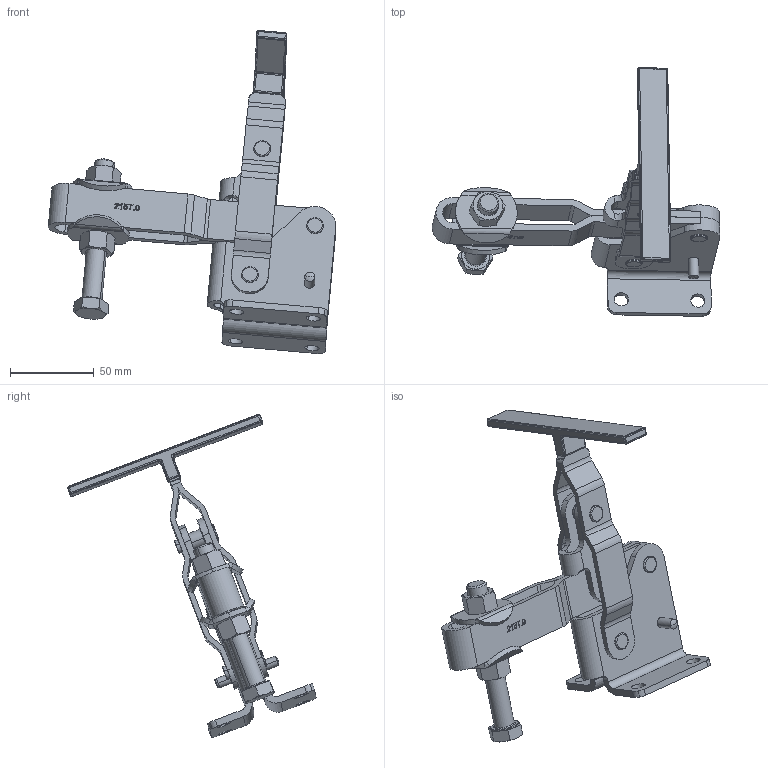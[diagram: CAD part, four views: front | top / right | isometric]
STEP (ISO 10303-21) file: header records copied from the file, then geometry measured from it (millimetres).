
FILE_DESCRIPTION((''),'2;1');
FILE_NAME('215T.0.stp','2005-08-29T15:23:31',('CAD'),(''),'Autodesk Inventor 8','Autodesk Inventor 8','');
FILE_SCHEMA(('AUTOMOTIVE_DESIGN { 1 0 10303 214 1 1 1 1 }'));
Length unit declared in the file: millimetre
Products named in the file (1): Part29
Bounding box: 172.04 x 148.57 x 193.4 mm (x, y, z)
Volume: 145179.1 mm3; surface area: 79261.9 mm2
Topology: 1 solids, 7 shells, 1517 faces, 5101 edges, 3182 vertices
Faces by surface type: plane 762, cone 348, cylinder 290, bspline 91, sphere 14, torus 12
Entity records: 58382 total; most frequent: CARTESIAN_POINT 14492, ORIENTED_EDGE 10158, DIRECTION 9017, EDGE_CURVE 5079, AXIS2_PLACEMENT_3D 3225, VERTEX_POINT 3182, VECTOR 2567, LINE 2567
